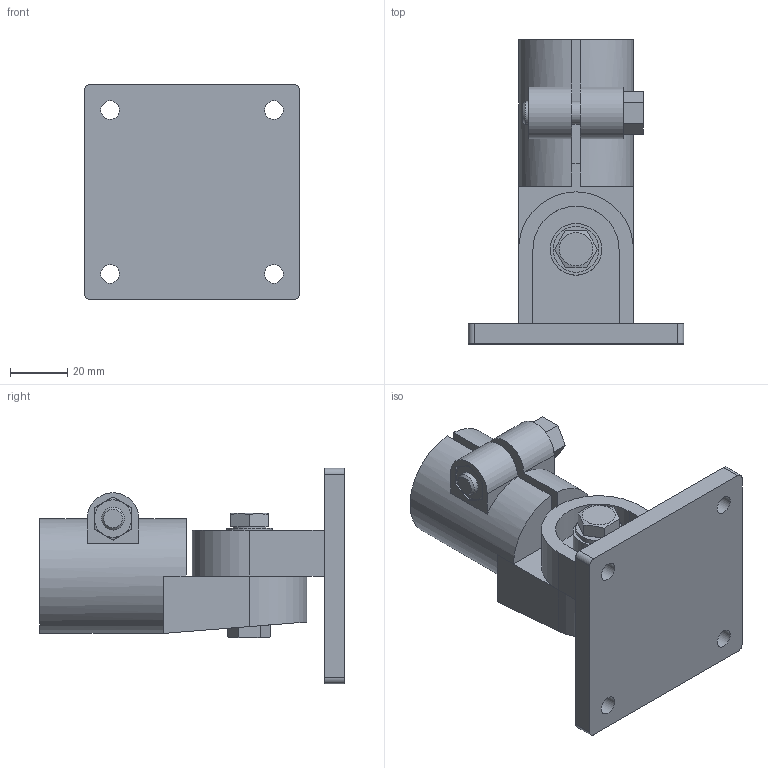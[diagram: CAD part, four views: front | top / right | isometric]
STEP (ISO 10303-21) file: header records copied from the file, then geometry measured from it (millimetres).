
FILE_DESCRIPTION( ( 'STEP AP214' ), '1' );
FILE_NAME( 'K0490.530.stp', '2020-12-08T10:29:23', ( '' ), ( '' ), ' ', 'PARTsolutions', ' ' );
FILE_SCHEMA( ( 'AUTOMOTIVE_DESIGN { 1 0 10303 214 1 1 1 1 }' ) );
Length unit declared in the file: millimetre
Products named in the file (6): K0490.530; _K0490.530_a; _K0490.530_b; _K1145.08; _K0868.08; _K0870.08X35
Assembly tree (5 placements, depth 2):
  K0490.530
    _K0490.530_a
    _K0490.530_b
    _K1145.08
    _K0868.08
    _K0870.08X35
Bounding box: 75 x 106 x 75 mm (x, y, z)
Volume: 111903.2 mm3; surface area: 44928.4 mm2
Topology: 5 solids, 5 shells, 135 faces, 324 edges, 208 vertices
Faces by surface type: plane 78, cylinder 34, cone 23
Full cylindrical faces by diameter (mm): 6.5 x4, 6.647 x1, 8 x3, 8.4 x1, 9 x2, 11.6 x1, 16 x1, 18 x2
Entity records: 5080 total; most frequent: CARTESIAN_POINT 812, DIRECTION 638, ORIENTED_EDGE 604, EDGE_CURVE 302, AXIS2_PLACEMENT_3D 238, VERTEX_POINT 206, EDGE_LOOP 182, LINE 162
